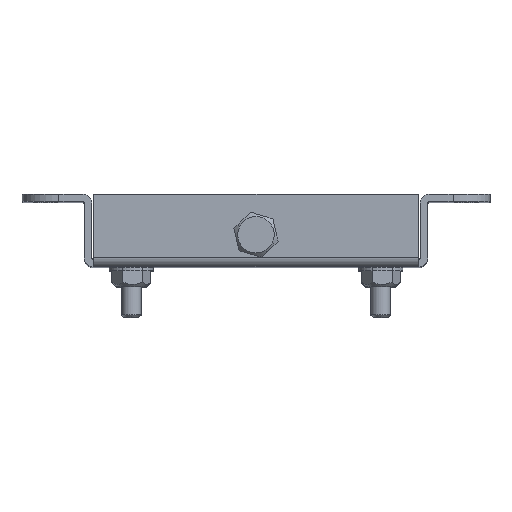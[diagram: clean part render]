
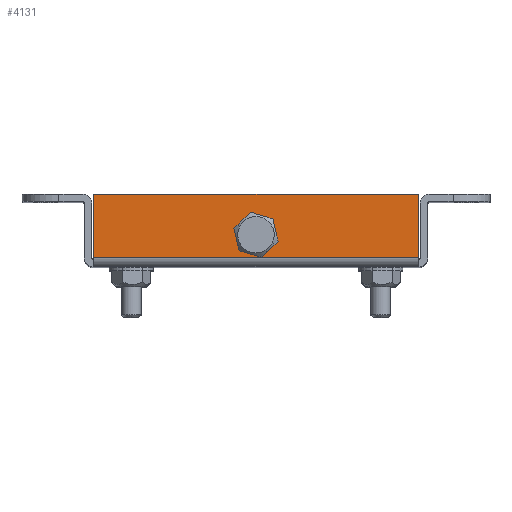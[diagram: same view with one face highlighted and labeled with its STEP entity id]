
A CAD part, top view. The second image highlights one B-rep face of the part: STEP entity #4131.
In plain terms, the highlighted planar face has unit normal (0, 0, 1).
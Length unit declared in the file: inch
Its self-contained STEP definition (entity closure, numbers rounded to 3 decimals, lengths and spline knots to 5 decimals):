
#310 = EDGE_CURVE ( 'NONE', #12103, #6654, #9327, .T. ) ;
#437 = ORIENTED_EDGE ( 'NONE', *, *, #12336, .F. ) ;
#957 = ORIENTED_EDGE ( 'NONE', *, *, #2711, .T. ) ;
#971 = DIRECTION ( 'NONE',  ( 1., 0., 0. ) ) ;
#1437 = VERTEX_POINT ( 'NONE', #13084 ) ;
#1845 = DIRECTION ( 'NONE',  ( 0., -1., 0. ) ) ;
#2539 = AXIS2_PLACEMENT_3D ( 'NONE', #8762, #4307, #10954 ) ;
#2577 = DIRECTION ( 'NONE',  ( 0., -1., 0. ) ) ;
#2639 = EDGE_CURVE ( 'NONE', #1437, #12897, #4702, .T. ) ;
#2711 = EDGE_CURVE ( 'NONE', #6654, #12103, #14860, .T. ) ;
#3093 = VECTOR ( 'NONE', #1845, 39.37008 ) ;
#3413 = CARTESIAN_POINT ( 'NONE',  ( 2.61248, 0.04065, 5.25 ) ) ;
#3462 = DIRECTION ( 'NONE',  ( 1., 0., 0. ) ) ;
#4131 = ADVANCED_FACE ( 'NONE', ( #10911, #7917 ), #9610, .T. ) ;
#4279 = LINE ( 'NONE', #3413, #12397 ) ;
#4307 = DIRECTION ( 'NONE',  ( 0., 0., -1. ) ) ;
#4625 = ORIENTED_EDGE ( 'NONE', *, *, #9006, .F. ) ;
#4702 = LINE ( 'NONE', #6518, #3093 ) ;
#5897 = ORIENTED_EDGE ( 'NONE', *, *, #310, .T. ) ;
#5995 = DIRECTION ( 'NONE',  ( 0., 0., 1. ) ) ;
#6254 = CARTESIAN_POINT ( 'NONE',  ( -2.5933, 0.04065, 5.25 ) ) ;
#6366 = VERTEX_POINT ( 'NONE', #12693 ) ;
#6518 = CARTESIAN_POINT ( 'NONE',  ( 2.61248, -1.00639, 5.25 ) ) ;
#6654 = VERTEX_POINT ( 'NONE', #14373 ) ;
#6681 = AXIS2_PLACEMENT_3D ( 'NONE', #13181, #5995, #2577 ) ;
#6903 = VECTOR ( 'NONE', #8240, 39.37008 ) ;
#7370 = CARTESIAN_POINT ( 'NONE',  ( -2.5933, -0.97739, 5.25 ) ) ;
#7917 = FACE_BOUND ( 'NONE', #12374, .T. ) ;
#8121 = VERTEX_POINT ( 'NONE', #7370 ) ;
#8240 = DIRECTION ( 'NONE',  ( -1., 0., 0. ) ) ;
#8762 = CARTESIAN_POINT ( 'NONE',  ( 0.00959, -0.61269, 5.25 ) ) ;
#9006 = EDGE_CURVE ( 'NONE', #12897, #8121, #13771, .T. ) ;
#9327 = CIRCLE ( 'NONE', #2539, 0.23622 ) ;
#9610 = PLANE ( 'NONE',  #6681 ) ;
#9749 = EDGE_LOOP ( 'NONE', ( #9783, #10084, #437, #4625 ) ) ;
#9783 = ORIENTED_EDGE ( 'NONE', *, *, #2639, .F. ) ;
#10028 = DIRECTION ( 'NONE',  ( 0., 1., 0. ) ) ;
#10084 = ORIENTED_EDGE ( 'NONE', *, *, #11260, .F. ) ;
#10911 = FACE_OUTER_BOUND ( 'NONE', #9749, .T. ) ;
#10954 = DIRECTION ( 'NONE',  ( 1., 0., 0. ) ) ;
#11260 = EDGE_CURVE ( 'NONE', #6366, #1437, #4279, .T. ) ;
#11629 = DIRECTION ( 'NONE',  ( 0., 0., -1. ) ) ;
#11913 = CARTESIAN_POINT ( 'NONE',  ( 0.24581, -0.61269, 5.25 ) ) ;
#12103 = VERTEX_POINT ( 'NONE', #11913 ) ;
#12336 = EDGE_CURVE ( 'NONE', #8121, #6366, #12672, .T. ) ;
#12374 = EDGE_LOOP ( 'NONE', ( #5897, #957 ) ) ;
#12397 = VECTOR ( 'NONE', #3462, 39.37008 ) ;
#12492 = VECTOR ( 'NONE', #10028, 39.37008 ) ;
#12672 = LINE ( 'NONE', #6254, #12492 ) ;
#12693 = CARTESIAN_POINT ( 'NONE',  ( -2.5933, 0.04065, 5.25 ) ) ;
#12897 = VERTEX_POINT ( 'NONE', #14802 ) ;
#13084 = CARTESIAN_POINT ( 'NONE',  ( 2.61248, 0.04065, 5.25 ) ) ;
#13181 = CARTESIAN_POINT ( 'NONE',  ( 2.61248, -1.00639, 5.25 ) ) ;
#13771 = LINE ( 'NONE', #14178, #6903 ) ;
#14075 = CARTESIAN_POINT ( 'NONE',  ( 0.00959, -0.61269, 5.25 ) ) ;
#14178 = CARTESIAN_POINT ( 'NONE',  ( 2.61248, -0.97739, 5.25 ) ) ;
#14373 = CARTESIAN_POINT ( 'NONE',  ( -0.22663, -0.61269, 5.25 ) ) ;
#14435 = AXIS2_PLACEMENT_3D ( 'NONE', #14075, #11629, #971 ) ;
#14802 = CARTESIAN_POINT ( 'NONE',  ( 2.61248, -0.97739, 5.25 ) ) ;
#14860 = CIRCLE ( 'NONE', #14435, 0.23622 ) ;
